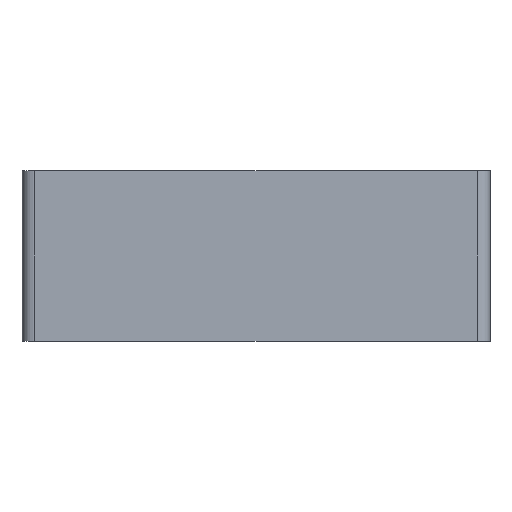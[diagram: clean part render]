
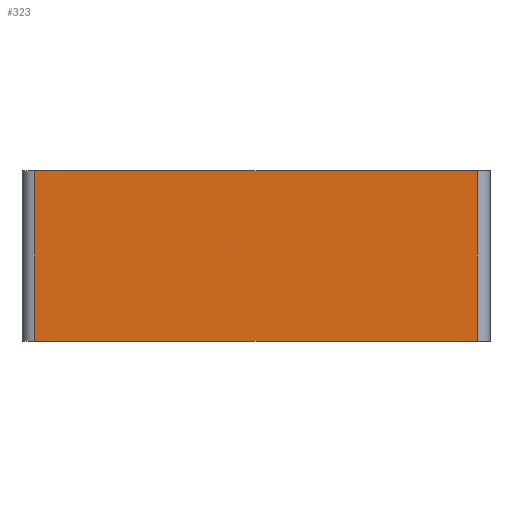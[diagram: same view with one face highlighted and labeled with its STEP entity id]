
A CAD part, front view. The second image highlights one B-rep face of the part: STEP entity #323.
In plain terms, the highlighted planar face has unit normal (0, -1, 0).
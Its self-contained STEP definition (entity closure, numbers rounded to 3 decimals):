
#37=PLANE('',#370);
#53=FACE_OUTER_BOUND('',#71,.T.);
#71=EDGE_LOOP('',(#297,#298,#299,#300));
#74=LINE('',#473,#112);
#82=LINE('',#490,#120);
#86=LINE('',#501,#124);
#110=LINE('',#549,#148);
#112=VECTOR('',#387,10.);
#120=VECTOR('',#399,10.);
#124=VECTOR('',#409,10.);
#148=VECTOR('',#455,10.);
#153=VERTEX_POINT('',#466);
#156=VERTEX_POINT('',#471);
#163=VERTEX_POINT('',#489);
#166=VERTEX_POINT('',#497);
#184=EDGE_CURVE('',#156,#153,#74,.T.);
#192=EDGE_CURVE('',#163,#153,#82,.T.);
#198=EDGE_CURVE('',#163,#166,#86,.T.);
#222=EDGE_CURVE('',#166,#156,#110,.T.);
#297=ORIENTED_EDGE('',*,*,#184,.F.);
#298=ORIENTED_EDGE('',*,*,#222,.F.);
#299=ORIENTED_EDGE('',*,*,#198,.F.);
#300=ORIENTED_EDGE('',*,*,#192,.T.);
#323=ADVANCED_FACE('',(#53),#37,.T.);
#370=AXIS2_PLACEMENT_3D('',#548,#453,#454);
#387=DIRECTION('',(0.,0.,1.));
#399=DIRECTION('',(-1.,0.,0.));
#409=DIRECTION('',(0.,0.,-1.));
#453=DIRECTION('center_axis',(0.,-1.,0.));
#454=DIRECTION('ref_axis',(0.,0.,1.));
#455=DIRECTION('',(-1.,0.,0.));
#466=CARTESIAN_POINT('',(-189.589,-22.558,60.));
#471=CARTESIAN_POINT('',(-189.589,-22.558,20.));
#473=CARTESIAN_POINT('',(-189.589,-22.558,30.));
#489=CARTESIAN_POINT('',(-85.589,-22.558,60.));
#490=CARTESIAN_POINT('',(-82.589,-22.558,60.));
#497=CARTESIAN_POINT('',(-85.589,-22.558,20.));
#501=CARTESIAN_POINT('',(-85.589,-22.558,30.));
#548=CARTESIAN_POINT('Origin',(-82.589,-22.558,20.));
#549=CARTESIAN_POINT('',(-82.589,-22.558,20.));
